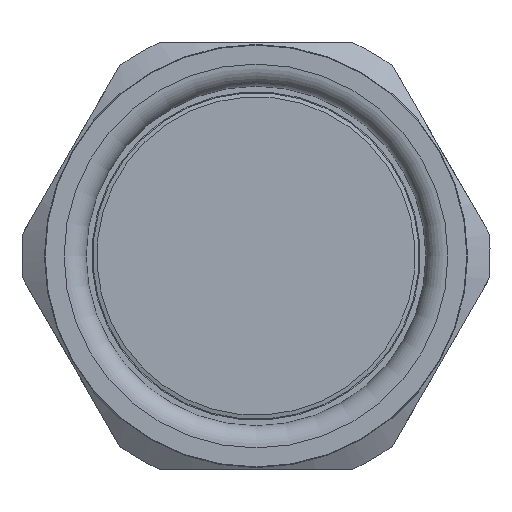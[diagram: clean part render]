
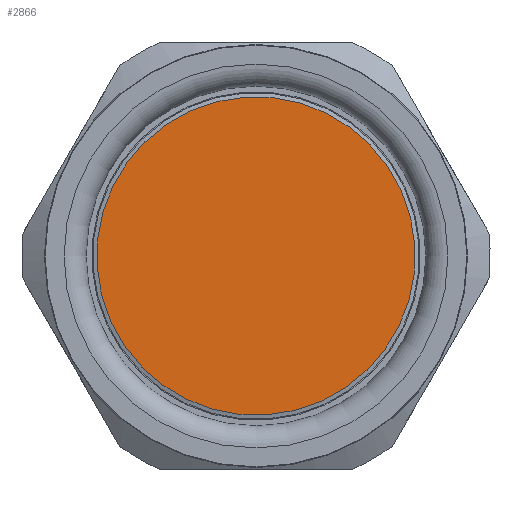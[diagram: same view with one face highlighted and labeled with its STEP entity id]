
A CAD part, left-side view. The second image highlights one B-rep face of the part: STEP entity #2866.
In plain terms, the highlighted face is planar.
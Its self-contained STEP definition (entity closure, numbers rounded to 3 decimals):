
#427=PLANE('',#3348);
#789=FACE_OUTER_BOUND('',#1111,.T.);
#1111=EDGE_LOOP('',(#2615));
#1305=CIRCLE('',#3347,50.395);
#1567=VERTEX_POINT('',#15646);
#1915=EDGE_CURVE('',#1567,#1567,#1305,.T.);
#2615=ORIENTED_EDGE('',*,*,#1915,.T.);
#2866=ADVANCED_FACE('',(#789),#427,.T.);
#3347=AXIS2_PLACEMENT_3D('',#15647,#4199,#4200);
#3348=AXIS2_PLACEMENT_3D('',#15648,#4201,#4202);
#4199=DIRECTION('center_axis',(1.,0.,0.));
#4200=DIRECTION('ref_axis',(0.,0.,-1.));
#4201=DIRECTION('center_axis',(1.,0.,0.));
#4202=DIRECTION('ref_axis',(0.,0.,-1.));
#15646=CARTESIAN_POINT('',(0.39,50.395,0.));
#15647=CARTESIAN_POINT('Origin',(0.39,0.,0.));
#15648=CARTESIAN_POINT('Origin',(0.39,0.,
0.));
